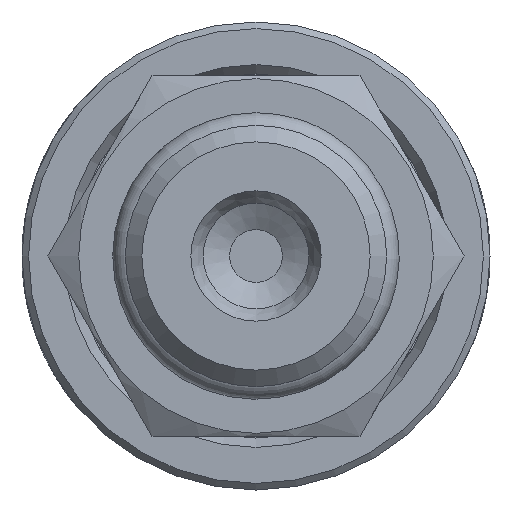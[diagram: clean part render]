
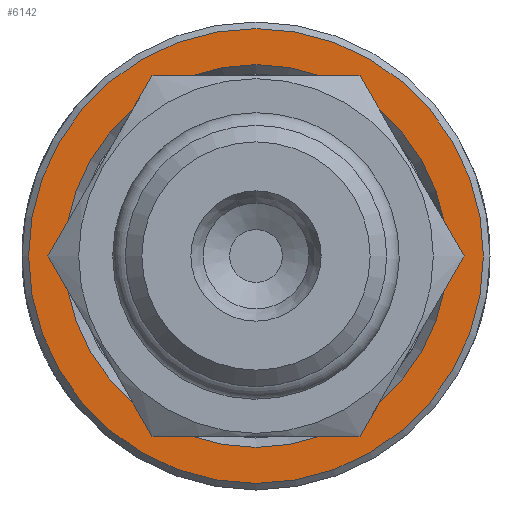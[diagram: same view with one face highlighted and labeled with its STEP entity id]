
A CAD part, left-side view. The second image highlights one B-rep face of the part: STEP entity #6142.
In plain terms, the highlighted planar face has unit normal (-1, 0, 0).
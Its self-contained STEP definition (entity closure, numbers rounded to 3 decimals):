
#577=FACE_BOUND('',#1865,.T.);
#624=PLANE('',#6543);
#1502=FACE_OUTER_BOUND('',#1864,.T.);
#1864=EDGE_LOOP('',(#4142));
#1865=EDGE_LOOP('',(#4143,#4144));
#2271=CIRCLE('',#6528,11.6);
#2272=CIRCLE('',#6529,11.6);
#2283=CIRCLE('',#6544,13.785);
#2504=VERTEX_POINT('',#8243);
#2505=VERTEX_POINT('',#8245);
#2517=VERTEX_POINT('',#8276);
#3153=EDGE_CURVE('',#2505,#2504,#2271,.T.);
#3154=EDGE_CURVE('',#2504,#2505,#2272,.T.);
#3168=EDGE_CURVE('',#2517,#2517,#2283,.T.);
#4142=ORIENTED_EDGE('',*,*,#3168,.F.);
#4143=ORIENTED_EDGE('',*,*,#3153,.T.);
#4144=ORIENTED_EDGE('',*,*,#3154,.T.);
#6142=ADVANCED_FACE('',(#1502,#577),#624,.T.);
#6528=AXIS2_PLACEMENT_3D('',#8246,#6993,#6994);
#6529=AXIS2_PLACEMENT_3D('',#8247,#6995,#6996);
#6543=AXIS2_PLACEMENT_3D('',#8275,#7026,#7027);
#6544=AXIS2_PLACEMENT_3D('',#8277,#7028,#7029);
#6993=DIRECTION('center_axis',(1.,0.,0.));
#6994=DIRECTION('ref_axis',(0.,1.,0.));
#6995=DIRECTION('center_axis',(1.,0.,0.));
#6996=DIRECTION('ref_axis',(0.,1.,0.));
#7026=DIRECTION('center_axis',(-1.,0.,0.));
#7027=DIRECTION('ref_axis',(0.,0.,1.));
#7028=DIRECTION('center_axis',(1.,0.,0.));
#7029=DIRECTION('ref_axis',(0.,-1.,0.));
#8243=CARTESIAN_POINT('',(0.,-11.6,0.));
#8245=CARTESIAN_POINT('',(0.,11.6,0.));
#8246=CARTESIAN_POINT('Origin',(0.,0.,0.));
#8247=CARTESIAN_POINT('Origin',(0.,0.,0.));
#8275=CARTESIAN_POINT('Origin',(0.,7.093,0.));
#8276=CARTESIAN_POINT('',(0.,13.785,0.));
#8277=CARTESIAN_POINT('Origin',(0.,0.,0.));
